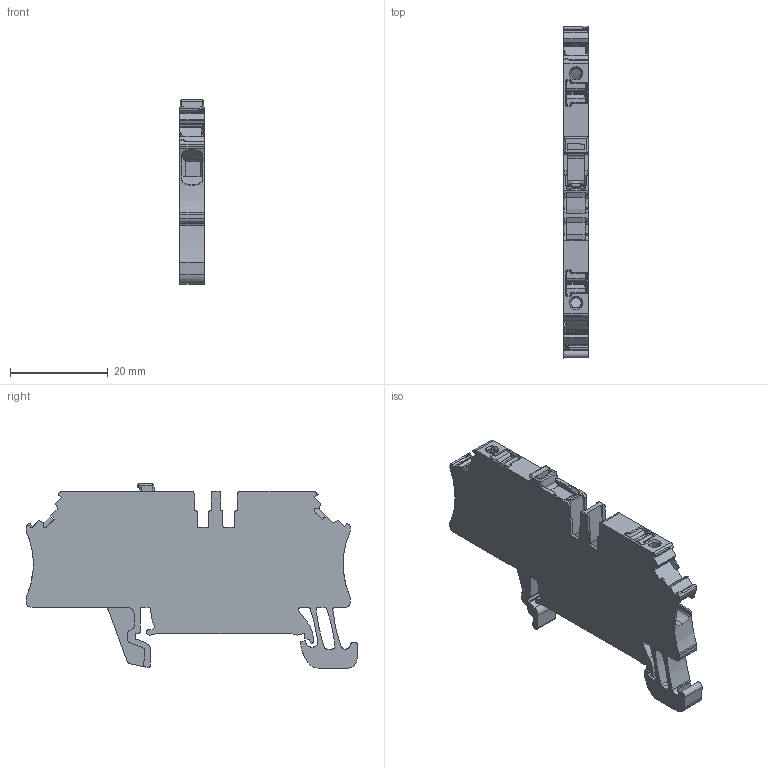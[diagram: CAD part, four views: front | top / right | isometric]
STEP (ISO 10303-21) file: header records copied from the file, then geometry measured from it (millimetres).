
FILE_DESCRIPTION(('CATIA V5 STEP Exchange','CAx-IF Rec.Pracs.--- Model Styling and Organization---1.4--- 2014-01-23'),'2;1');
FILE_NAME ('1481829-2_0', '2023-04-20T08:06:19+00:00', ('none'), ('Weidmueller'), 'CATIA Version 5-6 Release 2016 SP3 HF44', 'CATIA V5 STEP AP214', 'none');
FILE_SCHEMA(('AUTOMOTIVE_DESIGN { 1 0 10303 214 1 1 1 1 }'));
Length unit declared in the file: millimetre
Products named in the file (1): 2898670000
Bounding box: 5.1 x 67.83 x 37.65 mm (x, y, z)
Volume: 7661.7 mm3; surface area: 6454.8 mm2
Topology: 4 solids, 4 shells, 903 faces, 2527 edges, 1635 vertices
Faces by surface type: plane 374, cylinder 297, extrusion 112, bspline 60, cone 35, torus 22, sphere 3
Entity records: 34063 total; most frequent: CARTESIAN_POINT 12547, ORIENTED_EDGE 5040, DIRECTION 3364, EDGE_CURVE 2520, VERTEX_POINT 1635, VECTOR 1620, LINE 1508, AXIS2_PLACEMENT_3D 1093
